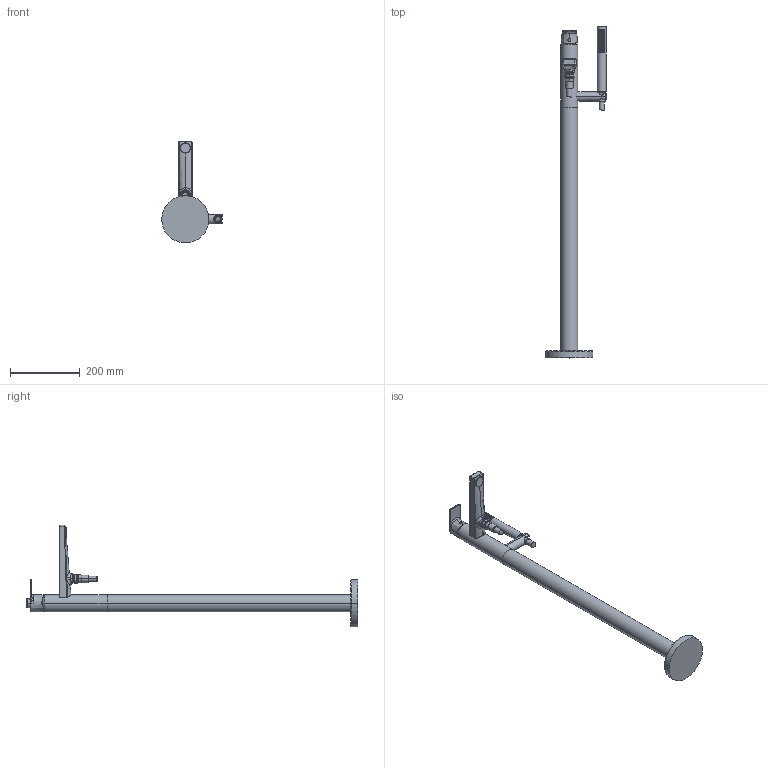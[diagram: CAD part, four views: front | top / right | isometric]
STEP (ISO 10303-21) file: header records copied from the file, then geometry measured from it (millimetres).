
FILE_DESCRIPTION (( 'STEP AP203' ), '1' );
FILE_NAME ('57252073(2023).STEP', '2023-02-27T11:27:54', ( '' ), ( '' ), 'SwSTEP 2.0', 'SolidWorks 2016', '' );
FILE_SCHEMA (( 'CONFIG_CONTROL_DESIGN' ));
Length unit declared in the file: millimetre
Products named in the file (1): 57252073(2023)
Bounding box: 173 x 949.5 x 291.5 mm (x, y, z)
Volume: 2389469.9 mm3; surface area: 264638.4 mm2
Topology: 15 solids, 15 shells, 307 faces, 663 edges, 449 vertices
Faces by surface type: bspline 160, cylinder 66, plane 52, cone 14, torus 14, sphere 1
Entity records: 30948 total; most frequent: CARTESIAN_POINT 25124, ORIENTED_EDGE 1318, DIRECTION 832, EDGE_CURVE 659, VERTEX_POINT 448, EDGE_LOOP 373, AXIS2_PLACEMENT_3D 344, B_SPLINE_CURVE_WITH_KNOTS 312
